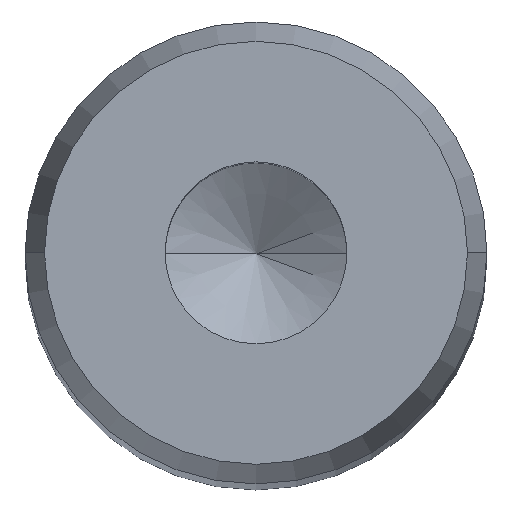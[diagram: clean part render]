
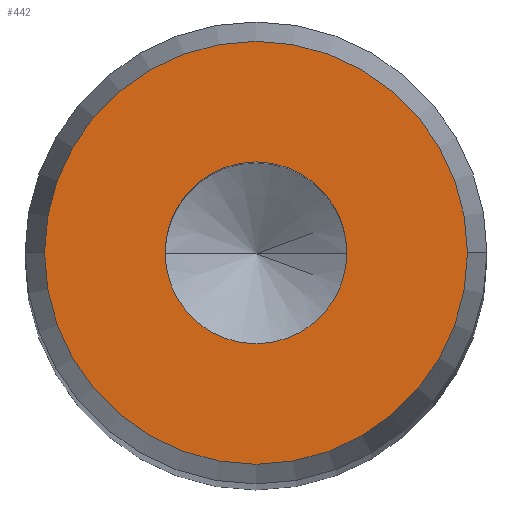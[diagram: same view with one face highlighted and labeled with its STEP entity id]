
A CAD part, top view. The second image highlights one B-rep face of the part: STEP entity #442.
In plain terms, the highlighted planar face has unit normal (0, 0, 1).
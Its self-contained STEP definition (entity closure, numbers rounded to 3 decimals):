
#5 = CARTESIAN_POINT ( 'NONE',  ( 0., 0., 100. ) ) ;
#13 = CIRCLE ( 'NONE', #407, 2.5 ) ;
#35 = DIRECTION ( 'NONE',  ( 0., 0., 1. ) ) ;
#48 = DIRECTION ( 'NONE',  ( 1., 0., 0. ) ) ;
#53 = VERTEX_POINT ( 'NONE', #450 ) ;
#73 = EDGE_CURVE ( 'NONE', #298, #53, #132, .T. ) ;
#81 = DIRECTION ( 'NONE',  ( 0., 0., 1. ) ) ;
#84 = FACE_BOUND ( 'NONE', #469, .T. ) ;
#103 = DIRECTION ( 'NONE',  ( 0., 0., 1. ) ) ;
#105 = VERTEX_POINT ( 'NONE', #166 ) ;
#114 = DIRECTION ( 'NONE',  ( 0., 0., 1. ) ) ;
#132 = CIRCLE ( 'NONE', #411, 2.5 ) ;
#145 = DIRECTION ( 'NONE',  ( 1., 0., 0. ) ) ;
#146 = VERTEX_POINT ( 'NONE', #284 ) ;
#158 = EDGE_CURVE ( 'NONE', #53, #298, #13, .T. ) ;
#166 = CARTESIAN_POINT ( 'NONE',  ( -5.814, 0., 100. ) ) ;
#192 = ORIENTED_EDGE ( 'NONE', *, *, #457, .T. ) ;
#198 = CIRCLE ( 'NONE', #342, 5.814 ) ;
#205 = DIRECTION ( 'NONE',  ( 0., 0., 1. ) ) ;
#214 = CARTESIAN_POINT ( 'NONE',  ( 0., 0., 100. ) ) ;
#221 = EDGE_LOOP ( 'NONE', ( #402, #192 ) ) ;
#232 = PLANE ( 'NONE',  #285 ) ;
#252 = CIRCLE ( 'NONE', #262, 5.814 ) ;
#262 = AXIS2_PLACEMENT_3D ( 'NONE', #470, #35, #48 ) ;
#282 = ORIENTED_EDGE ( 'NONE', *, *, #158, .F. ) ;
#284 = CARTESIAN_POINT ( 'NONE',  ( 5.814, 0., 100. ) ) ;
#285 = AXIS2_PLACEMENT_3D ( 'NONE', #5, #81, #399 ) ;
#290 = EDGE_CURVE ( 'NONE', #105, #146, #198, .T. ) ;
#298 = VERTEX_POINT ( 'NONE', #339 ) ;
#330 = DIRECTION ( 'NONE',  ( 1., 0., 0. ) ) ;
#339 = CARTESIAN_POINT ( 'NONE',  ( 2.5, 0., 100. ) ) ;
#342 = AXIS2_PLACEMENT_3D ( 'NONE', #214, #103, #145 ) ;
#385 = ORIENTED_EDGE ( 'NONE', *, *, #73, .F. ) ;
#399 = DIRECTION ( 'NONE',  ( 1., 0., 0. ) ) ;
#402 = ORIENTED_EDGE ( 'NONE', *, *, #290, .T. ) ;
#407 = AXIS2_PLACEMENT_3D ( 'NONE', #449, #205, #330 ) ;
#411 = AXIS2_PLACEMENT_3D ( 'NONE', #475, #114, #438 ) ;
#436 = FACE_OUTER_BOUND ( 'NONE', #221, .T. ) ;
#438 = DIRECTION ( 'NONE',  ( 1., 0., 0. ) ) ;
#442 = ADVANCED_FACE ( 'NONE', ( #84, #436 ), #232, .T. ) ;
#449 = CARTESIAN_POINT ( 'NONE',  ( 0., 0., 100. ) ) ;
#450 = CARTESIAN_POINT ( 'NONE',  ( -2.5, 0., 100. ) ) ;
#457 = EDGE_CURVE ( 'NONE', #146, #105, #252, .T. ) ;
#469 = EDGE_LOOP ( 'NONE', ( #385, #282 ) ) ;
#470 = CARTESIAN_POINT ( 'NONE',  ( 0., 0., 100. ) ) ;
#475 = CARTESIAN_POINT ( 'NONE',  ( 0., 0., 100. ) ) ;
